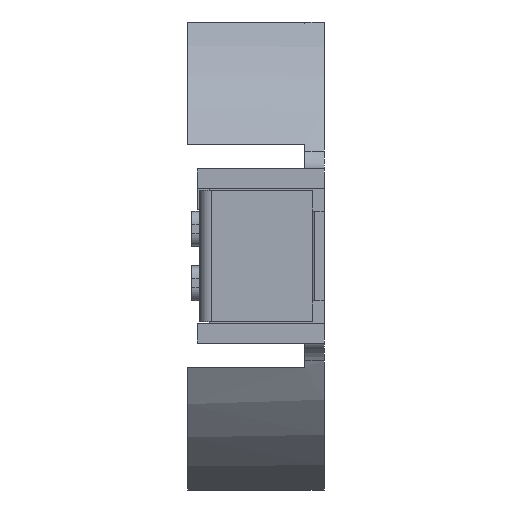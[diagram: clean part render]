
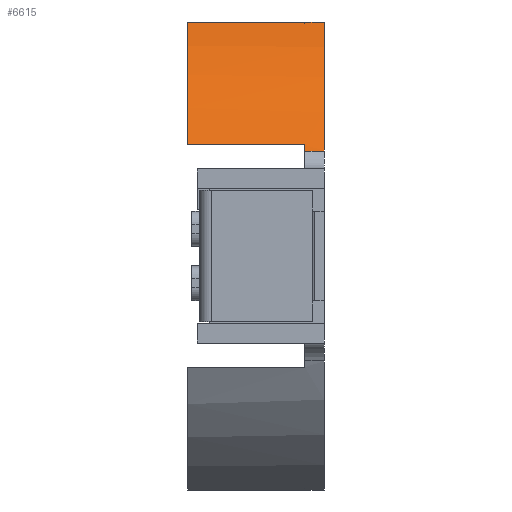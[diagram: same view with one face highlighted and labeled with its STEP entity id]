
A CAD part, left-side view. The second image highlights one B-rep face of the part: STEP entity #6615.
In plain terms, the highlighted cylindrical face has radius 13.85 mm (diameter 27.7 mm), a partial arc.
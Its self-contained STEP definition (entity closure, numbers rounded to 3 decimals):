
#251 = DIRECTION ( 'NONE',  ( 0., 0., -1. ) ) ;
#345 = EDGE_CURVE ( 'NONE', #4814, #7227, #721, .T. ) ;
#516 = DIRECTION ( 'NONE',  ( 0., -1., 0. ) ) ;
#710 = VERTEX_POINT ( 'NONE', #2259 ) ;
#721 = LINE ( 'NONE', #7319, #3456 ) ;
#753 = CARTESIAN_POINT ( 'NONE',  ( -6.941, 7., 11.985 ) ) ;
#898 = VERTEX_POINT ( 'NONE', #4907 ) ;
#918 = VECTOR ( 'NONE', #1622, 1000. ) ;
#1099 = DIRECTION ( 'NONE',  ( 0., 0., 1. ) ) ;
#1145 = AXIS2_PLACEMENT_3D ( 'NONE', #3268, #516, #1099 ) ;
#1280 = EDGE_CURVE ( 'NONE', #2888, #3082, #3134, .T. ) ;
#1424 = DIRECTION ( 'NONE',  ( 0., -1., 0. ) ) ;
#1622 = DIRECTION ( 'NONE',  ( 0., 1., 0. ) ) ;
#1909 = CARTESIAN_POINT ( 'NONE',  ( 0., 7., 0. ) ) ;
#1964 = AXIS2_PLACEMENT_3D ( 'NONE', #2456, #3639, #5363 ) ;
#1977 = VECTOR ( 'NONE', #1424, 1000. ) ;
#2075 = LINE ( 'NONE', #4386, #1977 ) ;
#2217 = AXIS2_PLACEMENT_3D ( 'NONE', #1909, #3108, #251 ) ;
#2219 = ORIENTED_EDGE ( 'NONE', *, *, #3959, .F. ) ;
#2259 = CARTESIAN_POINT ( 'NONE',  ( -12.623, 1., 5.7 ) ) ;
#2273 = EDGE_CURVE ( 'NONE', #2888, #4814, #2075, .T. ) ;
#2335 = ORIENTED_EDGE ( 'NONE', *, *, #2273, .F. ) ;
#2456 = CARTESIAN_POINT ( 'NONE',  ( 0., 1., 0. ) ) ;
#2524 = LINE ( 'NONE', #4917, #6913 ) ;
#2576 = CARTESIAN_POINT ( 'NONE',  ( 0., 0., 0. ) ) ;
#2888 = VERTEX_POINT ( 'NONE', #753 ) ;
#2979 = AXIS2_PLACEMENT_3D ( 'NONE', #2576, #5454, #5379 ) ;
#3082 = VERTEX_POINT ( 'NONE', #7409 ) ;
#3108 = DIRECTION ( 'NONE',  ( 0., -1., 0. ) ) ;
#3134 = CIRCLE ( 'NONE', #2217, 13.85 ) ;
#3268 = CARTESIAN_POINT ( 'NONE',  ( 0., 7., 0. ) ) ;
#3299 = EDGE_CURVE ( 'NONE', #710, #898, #4648, .T. ) ;
#3456 = VECTOR ( 'NONE', #4387, 1000. ) ;
#3639 = DIRECTION ( 'NONE',  ( 0., -1., 0. ) ) ;
#3655 = ORIENTED_EDGE ( 'NONE', *, *, #7210, .F. ) ;
#3959 = EDGE_CURVE ( 'NONE', #7227, #6354, #7290, .T. ) ;
#4005 = EDGE_LOOP ( 'NONE', ( #5923, #3655, #2219, #4980, #2335, #6900, #5845 ) ) ;
#4115 = FACE_OUTER_BOUND ( 'NONE', #4005, .T. ) ;
#4372 = CYLINDRICAL_SURFACE ( 'NONE', #1145, 13.85 ) ;
#4386 = CARTESIAN_POINT ( 'NONE',  ( -6.941, 7., 11.985 ) ) ;
#4387 = DIRECTION ( 'NONE',  ( 0., -1., 0. ) ) ;
#4592 = EDGE_CURVE ( 'NONE', #710, #3082, #2524, .T. ) ;
#4648 = CIRCLE ( 'NONE', #1964, 13.85 ) ;
#4814 = VERTEX_POINT ( 'NONE', #6967 ) ;
#4907 = CARTESIAN_POINT ( 'NONE',  ( -12.763, 1., 5.378 ) ) ;
#4917 = CARTESIAN_POINT ( 'NONE',  ( -12.623, 1., 5.7 ) ) ;
#4980 = ORIENTED_EDGE ( 'NONE', *, *, #345, .F. ) ;
#5363 = DIRECTION ( 'NONE',  ( 0., 0., -1. ) ) ;
#5379 = DIRECTION ( 'NONE',  ( 0., 0., -1. ) ) ;
#5454 = DIRECTION ( 'NONE',  ( 0., -1., 0. ) ) ;
#5845 = ORIENTED_EDGE ( 'NONE', *, *, #4592, .F. ) ;
#5923 = ORIENTED_EDGE ( 'NONE', *, *, #3299, .T. ) ;
#6354 = VERTEX_POINT ( 'NONE', #6541 ) ;
#6541 = CARTESIAN_POINT ( 'NONE',  ( -12.763, 0., 5.378 ) ) ;
#6615 = ADVANCED_FACE ( 'NONE', ( #4115 ), #4372, .T. ) ;
#6878 = CARTESIAN_POINT ( 'NONE',  ( -6.941, 0., 11.985 ) ) ;
#6900 = ORIENTED_EDGE ( 'NONE', *, *, #1280, .T. ) ;
#6913 = VECTOR ( 'NONE', #7223, 1000. ) ;
#6967 = CARTESIAN_POINT ( 'NONE',  ( -6.941, 1., 11.985 ) ) ;
#7210 = EDGE_CURVE ( 'NONE', #6354, #898, #7237, .T. ) ;
#7223 = DIRECTION ( 'NONE',  ( 0., 1., 0. ) ) ;
#7227 = VERTEX_POINT ( 'NONE', #6878 ) ;
#7237 = LINE ( 'NONE', #7292, #918 ) ;
#7290 = CIRCLE ( 'NONE', #2979, 13.85 ) ;
#7292 = CARTESIAN_POINT ( 'NONE',  ( -12.763, 7., 5.378 ) ) ;
#7319 = CARTESIAN_POINT ( 'NONE',  ( -6.941, 7., 11.985 ) ) ;
#7409 = CARTESIAN_POINT ( 'NONE',  ( -12.623, 7., 5.7 ) ) ;
